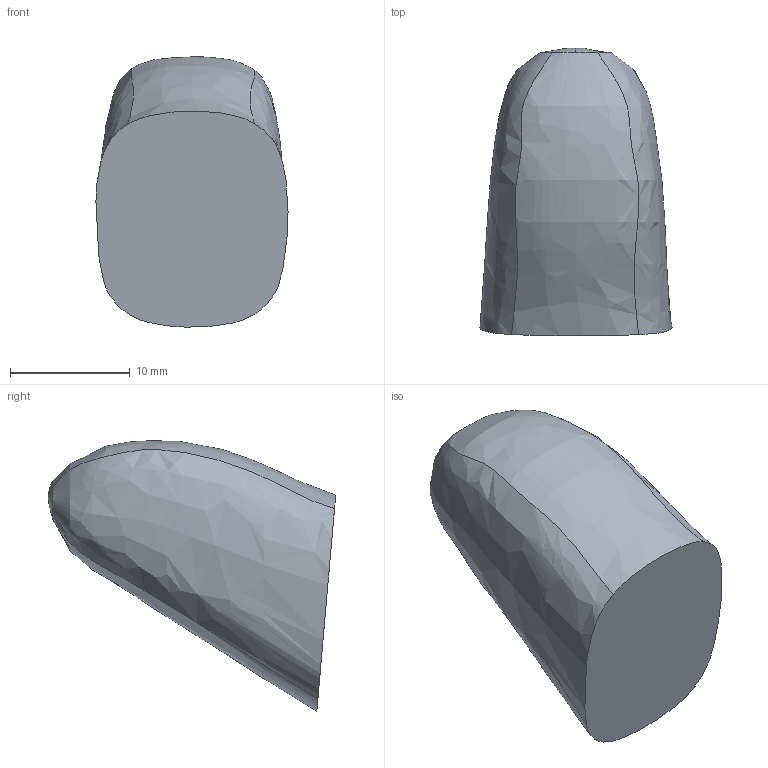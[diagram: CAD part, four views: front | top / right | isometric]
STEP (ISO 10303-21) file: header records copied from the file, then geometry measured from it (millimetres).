
FILE_DESCRIPTION (( 'STEP AP203' ), '1' );
FILE_NAME ('Fingertip.STEP', '2024-08-06T01:27:16', ( '' ), ( '' ), 'SwSTEP 2.0', 'SolidWorks 2023', '' );
FILE_SCHEMA (( 'CONFIG_CONTROL_DESIGN' ));
Length unit declared in the file: millimetre
Products named in the file (1): Fingertip
Bounding box: 16.05 x 24 x 22.58 mm (x, y, z)
Volume: 4092 mm3; surface area: 1436.5 mm2
Topology: 1 solids, 1 shells, 7 faces, 25 edges, 20 vertices
Faces by surface type: bspline 6, plane 1
Entity records: 3596 total; most frequent: CARTESIAN_POINT 3361, ORIENTED_EDGE 50, EDGE_CURVE 25, B_SPLINE_CURVE_WITH_KNOTS 25, VERTEX_POINT 20, PERSON_AND_ORGANIZATION 8, ADVANCED_FACE 7, FACE_OUTER_BOUND 7
